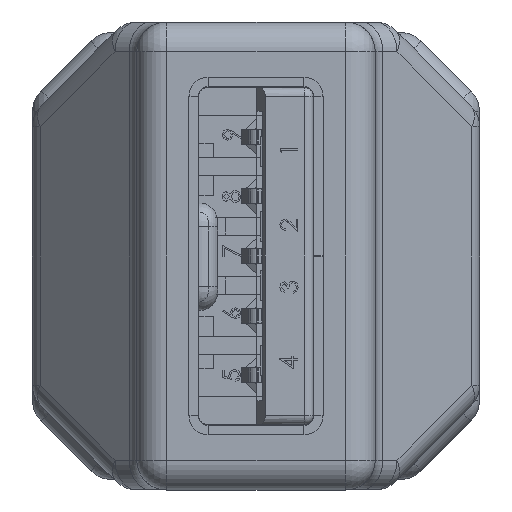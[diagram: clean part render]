
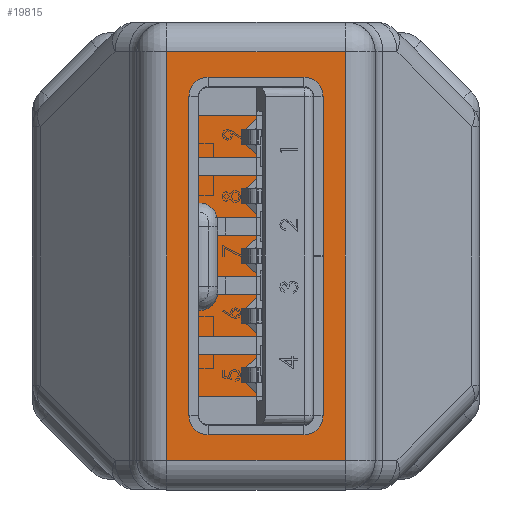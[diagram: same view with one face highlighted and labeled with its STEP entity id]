
A CAD part, left-side view. The second image highlights one B-rep face of the part: STEP entity #19815.
In plain terms, the highlighted face is planar.
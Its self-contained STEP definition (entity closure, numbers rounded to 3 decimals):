
#1833 = EDGE_LOOP ( 'NONE', ( #5883, #74133, #3727, #26464 ) ) ;
#3727 = ORIENTED_EDGE ( 'NONE', *, *, #42597, .T. ) ;
#4296 = VERTEX_POINT ( 'NONE', #84925 ) ;
#4536 = CARTESIAN_POINT ( 'NONE',  ( 6.85, 3., 0. ) ) ;
#5160 = VECTOR ( 'NONE', #56098, 1000. ) ;
#5883 = ORIENTED_EDGE ( 'NONE', *, *, #39554, .T. ) ;
#6827 = VECTOR ( 'NONE', #71414, 1000. ) ;
#7721 = DIRECTION ( 'NONE',  ( 1., 0., 0. ) ) ;
#9090 = LINE ( 'NONE', #42887, #6827 ) ;
#14230 = VECTOR ( 'NONE', #36554, 1000. ) ;
#16313 = DIRECTION ( 'NONE',  ( 1., 0., 0. ) ) ;
#16503 = LINE ( 'NONE', #66279, #14230 ) ;
#19085 = CARTESIAN_POINT ( 'NONE',  ( -6.85, 3., 0. ) ) ;
#19815 = ADVANCED_FACE ( 'NONE', ( #81205 ), #36239, .F. ) ;
#19840 = VERTEX_POINT ( 'NONE', #81144 ) ;
#26464 = ORIENTED_EDGE ( 'NONE', *, *, #92280, .T. ) ;
#27191 = EDGE_CURVE ( 'NONE', #78739, #19840, #16503, .T. ) ;
#36239 = PLANE ( 'NONE',  #84726 ) ;
#36554 = DIRECTION ( 'NONE',  ( 0., -1., 0. ) ) ;
#36897 = LINE ( 'NONE', #69406, #5160 ) ;
#39554 = EDGE_CURVE ( 'NONE', #72935, #78739, #77603, .T. ) ;
#42597 = EDGE_CURVE ( 'NONE', #19840, #4296, #9090, .T. ) ;
#42887 = CARTESIAN_POINT ( 'NONE',  ( -7.85, -3., 0. ) ) ;
#43777 = CARTESIAN_POINT ( 'NONE',  ( -7.85, 4., 0. ) ) ;
#56098 = DIRECTION ( 'NONE',  ( 0., 1., 0. ) ) ;
#57274 = VECTOR ( 'NONE', #16313, 1000. ) ;
#66279 = CARTESIAN_POINT ( 'NONE',  ( 6.85, 4., 0. ) ) ;
#69406 = CARTESIAN_POINT ( 'NONE',  ( -6.85, 4., 0. ) ) ;
#71414 = DIRECTION ( 'NONE',  ( -1., 0., 0. ) ) ;
#72935 = VERTEX_POINT ( 'NONE', #19085 ) ;
#74133 = ORIENTED_EDGE ( 'NONE', *, *, #27191, .T. ) ;
#77603 = LINE ( 'NONE', #88695, #57274 ) ;
#78739 = VERTEX_POINT ( 'NONE', #4536 ) ;
#81144 = CARTESIAN_POINT ( 'NONE',  ( 6.85, -3., 0. ) ) ;
#81205 = FACE_OUTER_BOUND ( 'NONE', #1833, .T. ) ;
#84726 = AXIS2_PLACEMENT_3D ( 'NONE', #43777, #86771, #7721 ) ;
#84925 = CARTESIAN_POINT ( 'NONE',  ( -6.85, -3., 0. ) ) ;
#86771 = DIRECTION ( 'NONE',  ( 0., 0., 1. ) ) ;
#88695 = CARTESIAN_POINT ( 'NONE',  ( 7.85, 3., 0. ) ) ;
#92280 = EDGE_CURVE ( 'NONE', #4296, #72935, #36897, .T. ) ;
